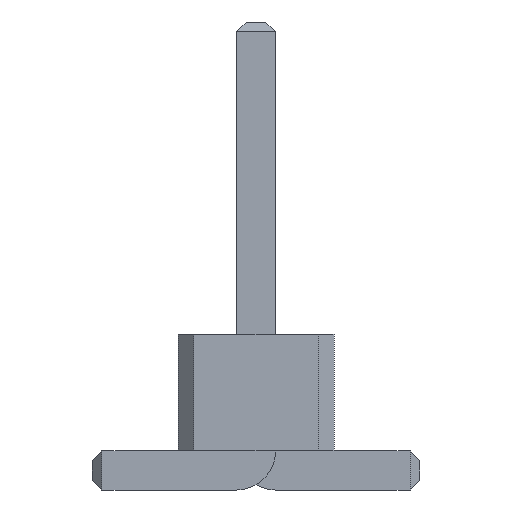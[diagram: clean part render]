
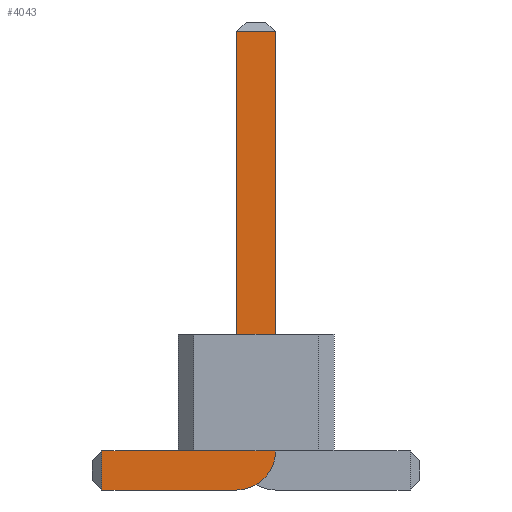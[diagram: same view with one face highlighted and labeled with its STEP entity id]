
A CAD part, front view. The second image highlights one B-rep face of the part: STEP entity #4043.
In plain terms, the highlighted planar face has unit normal (0, -1, 0).
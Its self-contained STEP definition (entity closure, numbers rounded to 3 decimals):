
#13=DIRECTION('',(0.,0.,1.));
#27=VECTOR('',#13,1.);
#56=DIRECTION('',(0.,-1.,0.));
#67=DIRECTION('',(1.,0.,0.));
#839=VECTOR('',#67,1.);
#892=DIRECTION('',(-1.,0.,0.));
#1793=VECTOR('',#892,1.);
#1802=DIRECTION('',(0.,0.,-1.));
#1819=VECTOR('',#1802,1.);
#3898=DIRECTION('',(0.,-1.,0.));
#3899=DIRECTION('',(-1.,0.,0.));
#3906=VERTEX_POINT('',#3907);
#3907=CARTESIAN_POINT('',(-1.975,-13.25,0.));
#3909=ORIENTED_EDGE('',*,*,#3910,.T.);
#3910=EDGE_CURVE('',#3906,#3911,#3913,.T.);
#3911=VERTEX_POINT('',#3912);
#3912=CARTESIAN_POINT('',(-0.25,-13.25,0.));
#3913=LINE('',#3914,#839);
#3914=CARTESIAN_POINT('',(-2.1,-13.25,0.));
#3946=VERTEX_POINT('',#3947);
#3947=CARTESIAN_POINT('',(0.25,-13.25,0.5));
#3950=EDGE_CURVE('',#3911,#3946,#3951,.T.);
#3951=CIRCLE('',#3952,0.5);
#3952=AXIS2_PLACEMENT_3D('',#3953,#56,#1802);
#3953=CARTESIAN_POINT('',(-0.25,-13.25,0.5));
#3961=VERTEX_POINT('',#3953);
#3963=ORIENTED_EDGE('',*,*,#3964,.T.);
#3964=EDGE_CURVE('',#3961,#3965,#3967,.T.);
#3965=VERTEX_POINT('',#3966);
#3966=CARTESIAN_POINT('',(-1.975,-13.25,0.5));
#3967=LINE('',#3953,#1793);
#3977=ORIENTED_EDGE('',*,*,#3978,.T.);
#3978=EDGE_CURVE('',#3946,#3979,#3981,.T.);
#3979=VERTEX_POINT('',#3980);
#3980=CARTESIAN_POINT('',(0.25,-13.25,5.875));
#3981=LINE('',#3982,#27);
#3982=CARTESIAN_POINT('',(0.25,-13.25,0.));
#3994=VERTEX_POINT('',#3995);
#3995=CARTESIAN_POINT('',(-0.25,-13.25,5.875));
#3997=ORIENTED_EDGE('',*,*,#3998,.T.);
#3998=EDGE_CURVE('',#3994,#3961,#3999,.T.);
#3999=LINE('',#4000,#1819);
#4000=CARTESIAN_POINT('',(-0.25,-13.25,6.));
#4043=ADVANCED_FACE('',(#4044),#4053,.T.);
#4044=FACE_BOUND('',#4045,.T.);
#4045=EDGE_LOOP('',(#3909,#4046,#3977,#4047,#3997,#3963,#4050));
#4046=ORIENTED_EDGE('',*,*,#3950,.T.);
#4047=ORIENTED_EDGE('',*,*,#4048,.T.);
#4048=EDGE_CURVE('',#3979,#3994,#4049,.T.);
#4049=LINE('',#3980,#1793);
#4050=ORIENTED_EDGE('',*,*,#4051,.T.);
#4051=EDGE_CURVE('',#3965,#3906,#4052,.T.);
#4052=LINE('',#3966,#1819);
#4053=PLANE('',#4054);
#4054=AXIS2_PLACEMENT_3D('',#4055,#3898,#3899);
#4055=CARTESIAN_POINT('',(-0.316,-13.25,2.391));
